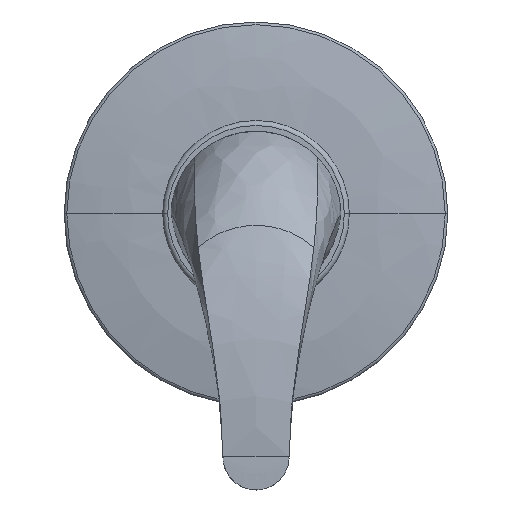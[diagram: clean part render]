
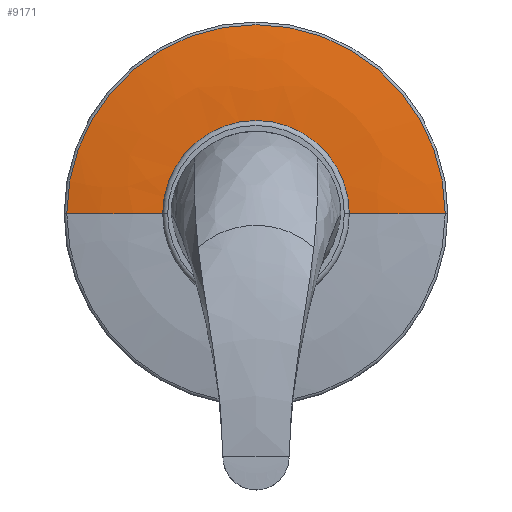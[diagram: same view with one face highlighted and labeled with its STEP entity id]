
A CAD part, top view. The second image highlights one B-rep face of the part: STEP entity #9171.
In plain terms, the highlighted free-form (B-spline) face has degree [3, 3] with [7, 4] control points.
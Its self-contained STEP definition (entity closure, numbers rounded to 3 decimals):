
#938=CARTESIAN_POINT('',(28.12,0.,-108.));
#939=DIRECTION('',(0.,-1.,0.));
#940=DIRECTION('',(0.194,0.,0.981));
#941=AXIS2_PLACEMENT_3D('',#938,#939,#940);
#948=CARTESIAN_POINT('',(-28.12,0.,-108.));
#949=DIRECTION('',(0.,1.,0.));
#950=DIRECTION('',(-0.194,0.,0.981));
#951=AXIS2_PLACEMENT_3D('',#948,#949,#950);
#3021=CARTESIAN_POINT('',(0.,0.,41.996));
#3022=DIRECTION('',(0.,0.,-1.));
#3023=DIRECTION('',(-1.,0.,0.));
#3024=AXIS2_PLACEMENT_3D('',#3021,#3022,#3023);
#3026=CARTESIAN_POINT('',(0.,0.,39.155));
#3027=DIRECTION('',(0.,0.,1.));
#3028=DIRECTION('',(1.,0.,0.));
#3029=AXIS2_PLACEMENT_3D('',#3026,#3027,#3028);
#4673=CARTESIAN_POINT('',(57.194,0.,39.155));
#4674=CARTESIAN_POINT('',(-57.194,0.,39.155));
#4675=VERTEX_POINT('',#4673);
#4676=VERTEX_POINT('',#4674);
#4689=CARTESIAN_POINT('',(-27.,0.,41.996));
#4690=CARTESIAN_POINT('',(27.,0.,41.996));
#4691=VERTEX_POINT('',#4689);
#4692=VERTEX_POINT('',#4690);
#9135=CARTESIAN_POINT('',(-26.34,-1.657,
41.99));
#9136=CARTESIAN_POINT('',(-36.87,-2.32,
42.112));
#9137=CARTESIAN_POINT('',(-47.354,-2.979,
41.123));
#9138=CARTESIAN_POINT('',(-57.676,-3.629,
39.036));
#9139=CARTESIAN_POINT('',(-27.36,14.553,41.99));
#9140=CARTESIAN_POINT('',(-38.297,20.37,42.112));
#9141=CARTESIAN_POINT('',(-49.187,26.162,41.123));
#9142=CARTESIAN_POINT('',(-59.909,31.865,39.036));
#9143=CARTESIAN_POINT('',(-16.242,26.392,41.99));
#9144=CARTESIAN_POINT('',(-22.734,36.943,42.112));
#9145=CARTESIAN_POINT('',(-29.199,47.447,41.123));
#9146=CARTESIAN_POINT('',(-35.564,57.79,39.036));
#9147=CARTESIAN_POINT('',(0.,26.392,
41.99));
#9148=CARTESIAN_POINT('',(0.,36.943,
42.112));
#9149=CARTESIAN_POINT('',(0.,47.447,
41.123));
#9150=CARTESIAN_POINT('',(0.,57.79,
39.036));
#9151=CARTESIAN_POINT('',(16.242,26.392,41.99));
#9152=CARTESIAN_POINT('',(22.734,36.943,42.112));
#9153=CARTESIAN_POINT('',(29.199,47.447,41.123));
#9154=CARTESIAN_POINT('',(35.564,57.79,39.036));
#9155=CARTESIAN_POINT('',(27.36,14.553,41.99));
#9156=CARTESIAN_POINT('',(38.297,20.37,42.112));
#9157=CARTESIAN_POINT('',(49.187,26.162,41.123));
#9158=CARTESIAN_POINT('',(59.909,31.865,39.036));
#9159=CARTESIAN_POINT('',(26.34,-1.657,41.99));
#9160=CARTESIAN_POINT('',(36.87,-2.32,42.112));
#9161=CARTESIAN_POINT('',(47.354,-2.979,41.123));
#9162=CARTESIAN_POINT('',(57.676,-3.629,39.036));
#9163=(BOUNDED_SURFACE()B_SPLINE_SURFACE(3,3,((#9135,#9136,#9137,#9138),(#9139,
#9140,#9141,#9142),(#9143,#9144,#9145,#9146),(#9147,#9148,#9149,#9150),(#9151,
#9152,#9153,#9154),(#9155,#9156,#9157,#9158),(#9159,#9160,#9161,#9162)),
.UNSPECIFIED.,.F.,.F.,.F.)B_SPLINE_SURFACE_WITH_KNOTS((4,3,4),(4,4),(0.,1.,
2.),(0.,1.),.UNSPECIFIED.)GEOMETRIC_REPRESENTATION_ITEM()RATIONAL_B_SPLINE_SURFACE(((1.191,1.186,1.186,1.191),(
0.94,0.937,0.937,0.94),(
0.94,0.937,0.937,0.94),(
1.191,1.186,1.186,1.191),(
0.94,0.937,0.937,0.94),(
0.94,0.937,0.937,0.94),(
1.191,1.186,1.186,1.191)))REPRESENTATION_ITEM('')SURFACE());
#9164=ORIENTED_EDGE('',*,*,#6003,.F.);
#9165=ORIENTED_EDGE('',*,*,#5980,.F.);
#9167=ORIENTED_EDGE('',*,*,#9166,.F.);
#9168=ORIENTED_EDGE('',*,*,#5977,.T.);
#9169=EDGE_LOOP('',(#9164,#9165,#9167,#9168));
#9170=FACE_OUTER_BOUND('',#9169,.F.);
#9171=ADVANCED_FACE('',(#9170),#9163,.T.);
#942=CIRCLE('',#941,150.);
#952=CIRCLE('',#951,150.);
#3025=CIRCLE('',#3024,27.);
#3030=CIRCLE('',#3029,57.194);
#5977=EDGE_CURVE('',#4675,#4692,#942,.T.);
#5980=EDGE_CURVE('',#4676,#4691,#952,.T.);
#6003=EDGE_CURVE('',#4691,#4692,#3025,.T.);
#9166=EDGE_CURVE('',#4675,#4676,#3030,.T.);
